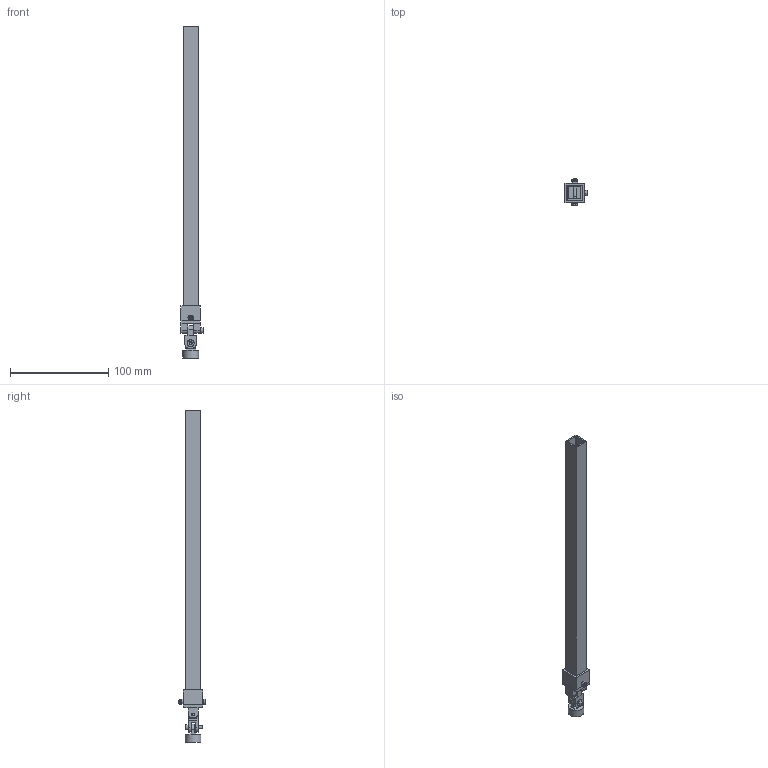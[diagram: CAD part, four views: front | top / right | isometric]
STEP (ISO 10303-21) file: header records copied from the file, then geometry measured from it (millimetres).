
FILE_DESCRIPTION(('FreeCAD Model'),'2;1');
FILE_NAME( 'telescoping_shaft_outer.step', '2020-07-22T01:26:31',('Author'),(''), 'Open CASCADE STEP processor 7.4','FreeCAD','Unknown');
FILE_SCHEMA(('AUTOMOTIVE_DESIGN { 1 0 10303 214 1 1 1 1 }'));
Length unit declared in the file: millimetre
Products named in the file (1): telescopic_shaft_outer_001
Bounding box: 23 x 28 x 338 mm (x, y, z)
Volume: 42588.2 mm3; surface area: 51499.8 mm2
Topology: 18 solids, 19 shells, 306 faces, 705 edges, 446 vertices
Faces by surface type: plane 198, cylinder 73, cone 24, revolution 6, sphere 4, torus 1
Full cylindrical faces by diameter (mm): 2.5 x3, 2.9 x14, 3 x10, 3.03 x1, 3.5 x1, 5.1 x1, 5.495 x1, 5.5 x3, 7 x4, 7.2 x3, 16 x1
Entity records: 18891 total; most frequent: CARTESIAN_POINT 4392, DIRECTION 2786, LINE 1563, VECTOR 1563, ORIENTED_EDGE 1402, PCURVE 1402, DEFINITIONAL_REPRESENTATION 1402, EDGE_CURVE 701
